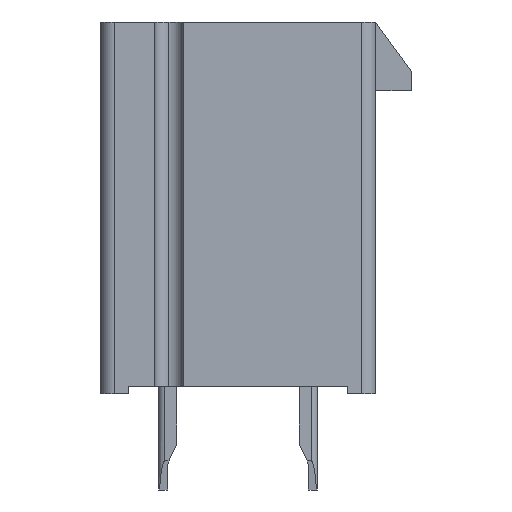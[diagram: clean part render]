
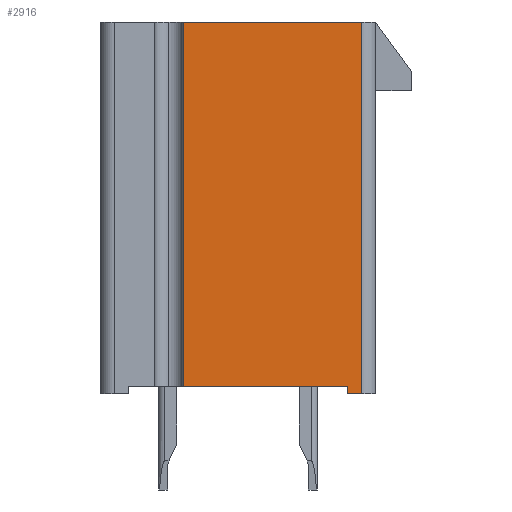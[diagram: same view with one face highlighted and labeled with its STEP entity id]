
A CAD part, left-side view. The second image highlights one B-rep face of the part: STEP entity #2916.
In plain terms, the highlighted planar face has unit normal (-1, 0, 0).
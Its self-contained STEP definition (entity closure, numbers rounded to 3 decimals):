
#83 = CARTESIAN_POINT ( 'NONE',  ( -7., -4.85, 13.1 ) ) ;
#406 = VECTOR ( 'NONE', #10907, 1000. ) ;
#540 = ORIENTED_EDGE ( 'NONE', *, *, #4799, .T. ) ;
#547 = ORIENTED_EDGE ( 'NONE', *, *, #12077, .T. ) ;
#720 = DIRECTION ( 'NONE',  ( 0., -1., 0. ) ) ;
#1776 = CARTESIAN_POINT ( 'NONE',  ( -7., -4.35, 0. ) ) ;
#1989 = CARTESIAN_POINT ( 'NONE',  ( -7., -4.85, 13.1 ) ) ;
#2295 = EDGE_LOOP ( 'NONE', ( #5345, #4164, #547, #8251, #540, #5301 ) ) ;
#2411 = VERTEX_POINT ( 'NONE', #4402 ) ;
#2891 = LINE ( 'NONE', #5059, #11064 ) ;
#2916 = ADVANCED_FACE ( 'NONE', ( #7917 ), #13697, .F. ) ;
#3203 = VERTEX_POINT ( 'NONE', #10576 ) ;
#3204 = LINE ( 'NONE', #8067, #4010 ) ;
#3487 = EDGE_CURVE ( 'NONE', #3203, #10504, #7863, .T. ) ;
#3569 = EDGE_CURVE ( 'NONE', #12094, #14452, #11260, .T. ) ;
#4010 = VECTOR ( 'NONE', #4379, 1000. ) ;
#4164 = ORIENTED_EDGE ( 'NONE', *, *, #3569, .T. ) ;
#4379 = DIRECTION ( 'NONE',  ( 0., 0., 1. ) ) ;
#4402 = CARTESIAN_POINT ( 'NONE',  ( -7., -4.35, 13.1 ) ) ;
#4475 = LINE ( 'NONE', #83, #11951 ) ;
#4799 = EDGE_CURVE ( 'NONE', #10504, #2411, #12139, .T. ) ;
#5059 = CARTESIAN_POINT ( 'NONE',  ( -7., -3.85, 13.1 ) ) ;
#5301 = ORIENTED_EDGE ( 'NONE', *, *, #6947, .F. ) ;
#5345 = ORIENTED_EDGE ( 'NONE', *, *, #14696, .F. ) ;
#5725 = AXIS2_PLACEMENT_3D ( 'NONE', #1989, #6687, #11377 ) ;
#5998 = VECTOR ( 'NONE', #720, 1000. ) ;
#6372 = CARTESIAN_POINT ( 'NONE',  ( -7., -4.35, 13.1 ) ) ;
#6687 = DIRECTION ( 'NONE',  ( 1., 0., 0. ) ) ;
#6947 = EDGE_CURVE ( 'NONE', #9832, #2411, #4475, .T. ) ;
#7863 = LINE ( 'NONE', #11181, #8687 ) ;
#7917 = FACE_OUTER_BOUND ( 'NONE', #2295, .T. ) ;
#8067 = CARTESIAN_POINT ( 'NONE',  ( -7., 1.936, -3.2 ) ) ;
#8251 = ORIENTED_EDGE ( 'NONE', *, *, #3487, .T. ) ;
#8687 = VECTOR ( 'NONE', #8725, 1000. ) ;
#8725 = DIRECTION ( 'NONE',  ( 0., -1., 0. ) ) ;
#9828 = CARTESIAN_POINT ( 'NONE',  ( -7., 1.936, 0.25 ) ) ;
#9832 = VERTEX_POINT ( 'NONE', #10207 ) ;
#10207 = CARTESIAN_POINT ( 'NONE',  ( -7., 1.936, 13.1 ) ) ;
#10504 = VERTEX_POINT ( 'NONE', #1776 ) ;
#10576 = CARTESIAN_POINT ( 'NONE',  ( -7., -3.85, 0. ) ) ;
#10907 = DIRECTION ( 'NONE',  ( 0., 0., 1. ) ) ;
#11064 = VECTOR ( 'NONE', #13222, 1000. ) ;
#11181 = CARTESIAN_POINT ( 'NONE',  ( -7., -4.85, 0. ) ) ;
#11260 = LINE ( 'NONE', #14861, #5998 ) ;
#11377 = DIRECTION ( 'NONE',  ( 0., 0., -1. ) ) ;
#11775 = DIRECTION ( 'NONE',  ( 0., -1., 0. ) ) ;
#11843 = CARTESIAN_POINT ( 'NONE',  ( -7., -3.85, 0.25 ) ) ;
#11951 = VECTOR ( 'NONE', #11775, 1000. ) ;
#12077 = EDGE_CURVE ( 'NONE', #14452, #3203, #2891, .T. ) ;
#12094 = VERTEX_POINT ( 'NONE', #9828 ) ;
#12139 = LINE ( 'NONE', #6372, #406 ) ;
#13222 = DIRECTION ( 'NONE',  ( 0., 0., -1. ) ) ;
#13697 = PLANE ( 'NONE',  #5725 ) ;
#14452 = VERTEX_POINT ( 'NONE', #11843 ) ;
#14696 = EDGE_CURVE ( 'NONE', #12094, #9832, #3204, .T. ) ;
#14861 = CARTESIAN_POINT ( 'NONE',  ( -7., -4.85, 0.25 ) ) ;
